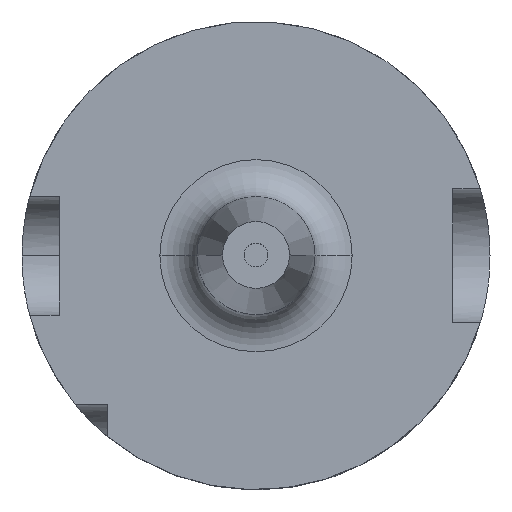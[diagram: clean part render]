
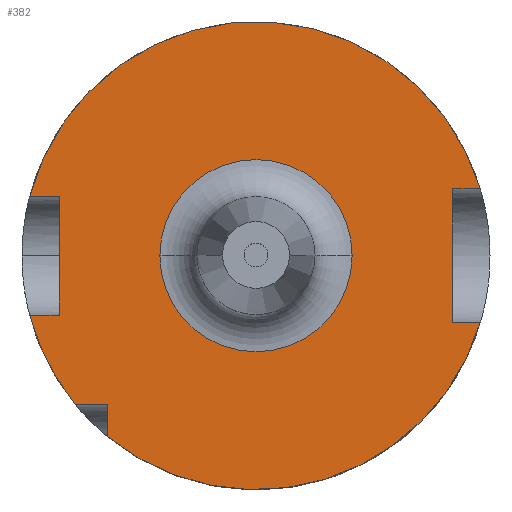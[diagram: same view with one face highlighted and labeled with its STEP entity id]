
A CAD part, top view. The second image highlights one B-rep face of the part: STEP entity #382.
In plain terms, the highlighted planar face has unit normal (0, 0, 1).
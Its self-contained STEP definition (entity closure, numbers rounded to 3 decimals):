
#105 = DIRECTION ( 'NONE',  ( -1., 0., 0. ) ) ;
#138 = EDGE_CURVE ( 'NONE', #843, #1691, #2601, .T. ) ;
#169 = CARTESIAN_POINT ( 'NONE',  ( 0., -8., 26. ) ) ;
#235 = DIRECTION ( 'NONE',  ( 1., 0., 0. ) ) ;
#241 = ORIENTED_EDGE ( 'NONE', *, *, #639, .T. ) ;
#249 = VECTOR ( 'NONE', #2867, 1000. ) ;
#270 = ORIENTED_EDGE ( 'NONE', *, *, #3027, .F. ) ;
#301 = VECTOR ( 'NONE', #105, 1000. ) ;
#329 = CARTESIAN_POINT ( 'NONE',  ( 12.937, 0., 26. ) ) ;
#334 = AXIS2_PLACEMENT_3D ( 'NONE', #609, #3482, #3418 ) ;
#355 = VERTEX_POINT ( 'NONE', #1949 ) ;
#382 = ADVANCED_FACE ( 'NONE', ( #471, #1232 ), #2090, .T. ) ;
#408 = ORIENTED_EDGE ( 'NONE', *, *, #2314, .F. ) ;
#435 = CARTESIAN_POINT ( 'NONE',  ( -26.5, -8., 26. ) ) ;
#457 = VECTOR ( 'NONE', #1840, 1000. ) ;
#471 = FACE_BOUND ( 'NONE', #1514, .T. ) ;
#503 = AXIS2_PLACEMENT_3D ( 'NONE', #2156, #1647, #2232 ) ;
#510 = DIRECTION ( 'NONE',  ( 0., 1., 0. ) ) ;
#522 = ORIENTED_EDGE ( 'NONE', *, *, #847, .T. ) ;
#525 = CARTESIAN_POINT ( 'NONE',  ( -20., -24.336, 26. ) ) ;
#532 = DIRECTION ( 'NONE',  ( 0., 0., 1. ) ) ;
#551 = LINE ( 'NONE', #3470, #457 ) ;
#556 = CARTESIAN_POINT ( 'NONE',  ( -24.336, -20., 26. ) ) ;
#595 = CARTESIAN_POINT ( 'NONE',  ( -20., 7.937, 26. ) ) ;
#609 = CARTESIAN_POINT ( 'NONE',  ( 0., 0., 26. ) ) ;
#639 = EDGE_CURVE ( 'NONE', #3622, #843, #3600, .T. ) ;
#791 = CIRCLE ( 'NONE', #503, 31.5 ) ;
#843 = VERTEX_POINT ( 'NONE', #2393 ) ;
#847 = EDGE_CURVE ( 'NONE', #3376, #1455, #2987, .T. ) ;
#921 = CARTESIAN_POINT ( 'NONE',  ( 0., -9., 26. ) ) ;
#969 = LINE ( 'NONE', #595, #3126 ) ;
#987 = CARTESIAN_POINT ( 'NONE',  ( -20., -20., 26. ) ) ;
#1060 = CARTESIAN_POINT ( 'NONE',  ( 26.5, -9., 26. ) ) ;
#1066 = LINE ( 'NONE', #3557, #301 ) ;
#1205 = VECTOR ( 'NONE', #2931, 1000. ) ;
#1232 = FACE_OUTER_BOUND ( 'NONE', #1996, .T. ) ;
#1272 = CARTESIAN_POINT ( 'NONE',  ( 30.187, 9., 26. ) ) ;
#1289 = EDGE_CURVE ( 'NONE', #1485, #3622, #1971, .T. ) ;
#1295 = CARTESIAN_POINT ( 'NONE',  ( -30.467, -8., 26. ) ) ;
#1298 = EDGE_CURVE ( 'NONE', #1455, #3376, #3351, .T. ) ;
#1369 = CARTESIAN_POINT ( 'NONE',  ( 0., 7.937, 26. ) ) ;
#1370 = CARTESIAN_POINT ( 'NONE',  ( 0., 0., 26. ) ) ;
#1427 = VERTEX_POINT ( 'NONE', #435 ) ;
#1445 = ORIENTED_EDGE ( 'NONE', *, *, #3485, .F. ) ;
#1452 = VERTEX_POINT ( 'NONE', #987 ) ;
#1455 = VERTEX_POINT ( 'NONE', #329 ) ;
#1485 = VERTEX_POINT ( 'NONE', #2162 ) ;
#1490 = CARTESIAN_POINT ( 'NONE',  ( 0., 9., 26. ) ) ;
#1511 = AXIS2_PLACEMENT_3D ( 'NONE', #1370, #3322, #1654 ) ;
#1514 = EDGE_LOOP ( 'NONE', ( #2111, #522 ) ) ;
#1600 = VECTOR ( 'NONE', #235, 1000. ) ;
#1647 = DIRECTION ( 'NONE',  ( 0., 0., -1. ) ) ;
#1654 = DIRECTION ( 'NONE',  ( -1., 0., 0. ) ) ;
#1673 = ORIENTED_EDGE ( 'NONE', *, *, #1289, .T. ) ;
#1691 = VERTEX_POINT ( 'NONE', #1272 ) ;
#1729 = LINE ( 'NONE', #3315, #3038 ) ;
#1737 = EDGE_CURVE ( 'NONE', #3122, #2850, #2482, .T. ) ;
#1741 = DIRECTION ( 'NONE',  ( 0., 1., 0. ) ) ;
#1763 = ORIENTED_EDGE ( 'NONE', *, *, #3651, .F. ) ;
#1827 = AXIS2_PLACEMENT_3D ( 'NONE', #1369, #532, #2516 ) ;
#1840 = DIRECTION ( 'NONE',  ( -1., 0., 0. ) ) ;
#1874 = EDGE_CURVE ( 'NONE', #1485, #2034, #791, .T. ) ;
#1949 = CARTESIAN_POINT ( 'NONE',  ( -26.5, 8., 26. ) ) ;
#1971 = LINE ( 'NONE', #921, #1205 ) ;
#1996 = EDGE_LOOP ( 'NONE', ( #1445, #408, #3088, #1673, #241, #2064, #1763, #2504, #270, #2306, #2167 ) ) ;
#2026 = DIRECTION ( 'NONE',  ( 0., 1., 0. ) ) ;
#2034 = VERTEX_POINT ( 'NONE', #525 ) ;
#2035 = EDGE_CURVE ( 'NONE', #2850, #1427, #2356, .T. ) ;
#2064 = ORIENTED_EDGE ( 'NONE', *, *, #138, .T. ) ;
#2090 = PLANE ( 'NONE',  #1827 ) ;
#2111 = ORIENTED_EDGE ( 'NONE', *, *, #1298, .T. ) ;
#2156 = CARTESIAN_POINT ( 'NONE',  ( 0., 0., 26. ) ) ;
#2162 = CARTESIAN_POINT ( 'NONE',  ( 30.187, -9., 26. ) ) ;
#2167 = ORIENTED_EDGE ( 'NONE', *, *, #1737, .F. ) ;
#2232 = DIRECTION ( 'NONE',  ( -1., 0., 0. ) ) ;
#2249 = DIRECTION ( 'NONE',  ( 0., 0., -1. ) ) ;
#2254 = EDGE_CURVE ( 'NONE', #355, #2472, #1066, .T. ) ;
#2306 = ORIENTED_EDGE ( 'NONE', *, *, #2035, .F. ) ;
#2314 = EDGE_CURVE ( 'NONE', #2034, #1452, #969, .T. ) ;
#2356 = LINE ( 'NONE', #169, #1600 ) ;
#2367 = AXIS2_PLACEMENT_3D ( 'NONE', #3159, #3006, #2980 ) ;
#2380 = CARTESIAN_POINT ( 'NONE',  ( -12.937, 0., 26. ) ) ;
#2393 = CARTESIAN_POINT ( 'NONE',  ( 26.5, 9., 26. ) ) ;
#2472 = VERTEX_POINT ( 'NONE', #3294 ) ;
#2482 = CIRCLE ( 'NONE', #3402, 31.5 ) ;
#2504 = ORIENTED_EDGE ( 'NONE', *, *, #2254, .F. ) ;
#2516 = DIRECTION ( 'NONE',  ( 1., 0., 0. ) ) ;
#2601 = LINE ( 'NONE', #1490, #249 ) ;
#2850 = VERTEX_POINT ( 'NONE', #1295 ) ;
#2867 = DIRECTION ( 'NONE',  ( 1., 0., 0. ) ) ;
#2931 = DIRECTION ( 'NONE',  ( -1., 0., 0. ) ) ;
#2945 = CARTESIAN_POINT ( 'NONE',  ( 26.5, 7.937, 26. ) ) ;
#2980 = DIRECTION ( 'NONE',  ( 1., 0., 0. ) ) ;
#2987 = CIRCLE ( 'NONE', #334, 12.937 ) ;
#3006 = DIRECTION ( 'NONE',  ( 0., 0., -1. ) ) ;
#3027 = EDGE_CURVE ( 'NONE', #1427, #355, #1729, .T. ) ;
#3038 = VECTOR ( 'NONE', #510, 1000. ) ;
#3088 = ORIENTED_EDGE ( 'NONE', *, *, #1874, .F. ) ;
#3109 = CIRCLE ( 'NONE', #1511, 31.5 ) ;
#3122 = VERTEX_POINT ( 'NONE', #556 ) ;
#3126 = VECTOR ( 'NONE', #2026, 1000. ) ;
#3159 = CARTESIAN_POINT ( 'NONE',  ( 0., 0., 26. ) ) ;
#3294 = CARTESIAN_POINT ( 'NONE',  ( -30.467, 8., 26. ) ) ;
#3315 = CARTESIAN_POINT ( 'NONE',  ( -26.5, 7.937, 26. ) ) ;
#3322 = DIRECTION ( 'NONE',  ( 0., 0., -1. ) ) ;
#3351 = CIRCLE ( 'NONE', #2367, 12.937 ) ;
#3368 = CARTESIAN_POINT ( 'NONE',  ( 0., 0., 26. ) ) ;
#3376 = VERTEX_POINT ( 'NONE', #2380 ) ;
#3402 = AXIS2_PLACEMENT_3D ( 'NONE', #3368, #2249, #3646 ) ;
#3418 = DIRECTION ( 'NONE',  ( 1., 0., 0. ) ) ;
#3470 = CARTESIAN_POINT ( 'NONE',  ( 0., -20., 26. ) ) ;
#3482 = DIRECTION ( 'NONE',  ( 0., 0., -1. ) ) ;
#3485 = EDGE_CURVE ( 'NONE', #1452, #3122, #551, .T. ) ;
#3508 = VECTOR ( 'NONE', #1741, 1000. ) ;
#3557 = CARTESIAN_POINT ( 'NONE',  ( 0., 8., 26. ) ) ;
#3600 = LINE ( 'NONE', #2945, #3508 ) ;
#3622 = VERTEX_POINT ( 'NONE', #1060 ) ;
#3646 = DIRECTION ( 'NONE',  ( -1., 0., 0. ) ) ;
#3651 = EDGE_CURVE ( 'NONE', #2472, #1691, #3109, .T. ) ;
